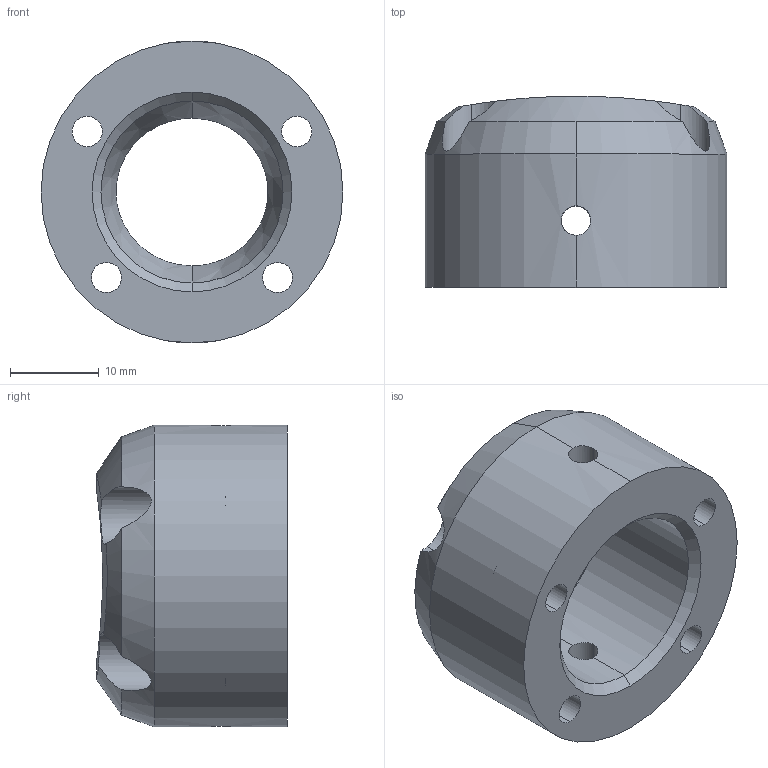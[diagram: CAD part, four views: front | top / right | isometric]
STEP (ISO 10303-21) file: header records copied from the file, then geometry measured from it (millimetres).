
FILE_DESCRIPTION (( 'STEP AP214' ), '1' );
FILE_NAME ('RICCI_USI_55_Aa.STEP', '2020-06-22T14:41:01', ( '' ), ( '' ), 'SwSTEP 2.0', 'SolidWorks 2020', '' );
FILE_SCHEMA (( 'AUTOMOTIVE_DESIGN' ));
Length unit declared in the file: millimetre
Products named in the file (1): RICCI_USI_55_Aa
Bounding box: 34 x 21.5 x 34 mm (x, y, z)
Volume: 9471.1 mm3; surface area: 5731 mm2
Topology: 1 solids, 1 shells, 43 faces, 128 edges, 83 vertices
Faces by surface type: cylinder 25, cone 11, plane 5, bspline 2
Entity records: 3671 total; most frequent: CARTESIAN_POINT 2486, ORIENTED_EDGE 256, DIRECTION 199, EDGE_CURVE 128, VERTEX_POINT 83, AXIS2_PLACEMENT_3D 82, B_SPLINE_CURVE_WITH_KNOTS 53, EDGE_LOOP 53
